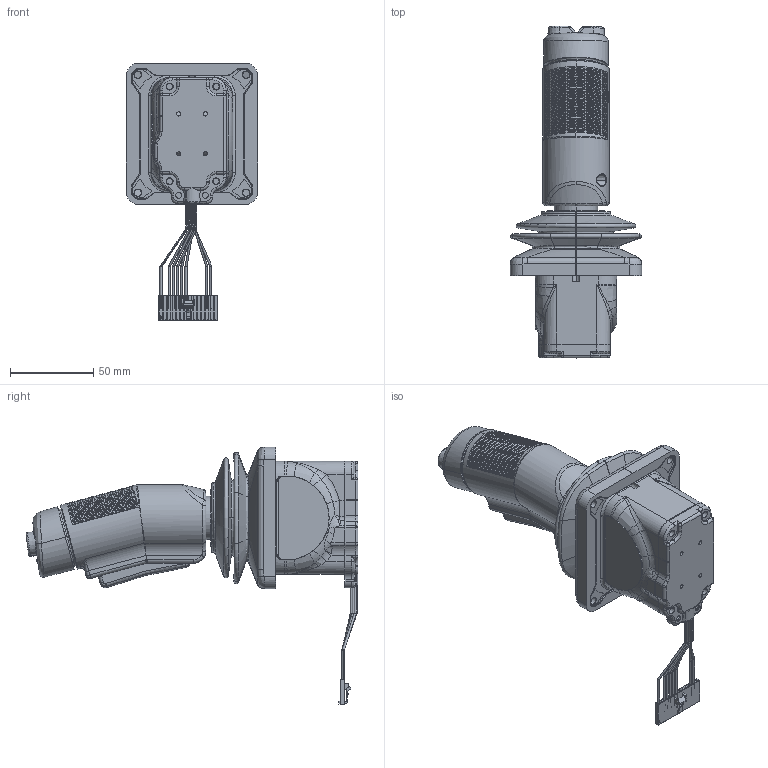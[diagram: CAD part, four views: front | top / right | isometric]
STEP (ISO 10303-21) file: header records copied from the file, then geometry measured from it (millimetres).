
FILE_DESCRIPTION((''),'2;1');
FILE_NAME('8C40011CC0001_01_ASM_SW0001','2020-04-02T',('A1063044'),(''),'PRO/ENGINEER BY PARAMETRIC TECHNOLOGY CORPORATION, 2014090','PRO/ENGINEER BY PARAMETRIC TECHNOLOGY CORPORATION, 2014090','');
FILE_SCHEMA(('CONFIG_CONTROL_DESIGN'));
Length unit declared in the file: inch
Products named in the file (1): 8C40011CC0001_01_ASM_SW0001
Bounding box: 79 x 199.62 x 155.08 mm (x, y, z)
Volume: 186106.5 mm3; surface area: 149497.7 mm2
Topology: 2 solids, 2 shells, 3421 faces, 8922 edges, 5451 vertices
Faces by surface type: plane 1159, cylinder 989, bspline 522, torus 450, cone 190, sphere 87, extrusion 24
Entity records: 143670 total; most frequent: CARTESIAN_POINT 65873, ORIENTED_EDGE 17684, DIRECTION 14273, EDGE_CURVE 8842, VERTEX_POINT 5451, AXIS2_PLACEMENT_3D 5321, VECTOR 3631, EDGE_LOOP 3631
